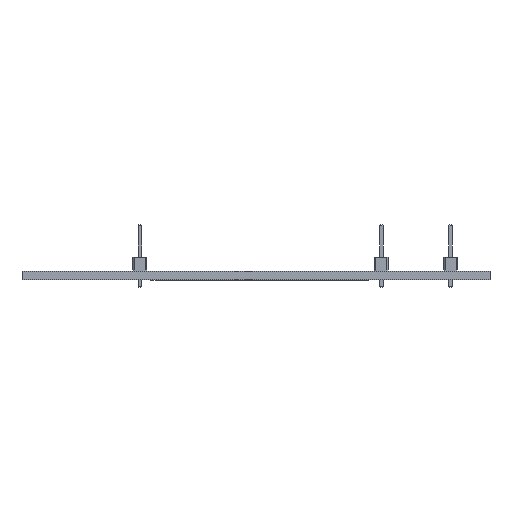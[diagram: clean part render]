
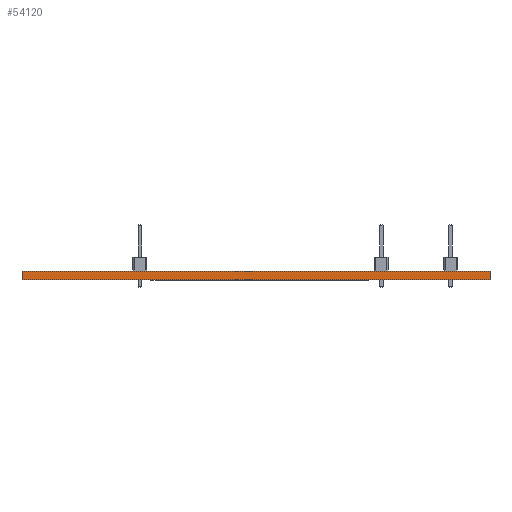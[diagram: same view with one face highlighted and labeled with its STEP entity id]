
A CAD part, front view. The second image highlights one B-rep face of the part: STEP entity #54120.
In plain terms, the highlighted planar face has unit normal (0, -1, 0).
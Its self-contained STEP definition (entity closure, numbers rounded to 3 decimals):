
#54120 = ADVANCED_FACE('',(#54121),#54155,.T.);
#54121 = FACE_BOUND('',#54122,.T.);
#54122 = EDGE_LOOP('',(#54123,#54133,#54141,#54149));
#54123 = ORIENTED_EDGE('',*,*,#54124,.T.);
#54124 = EDGE_CURVE('',#54125,#54127,#54129,.T.);
#54125 = VERTEX_POINT('',#54126);
#54126 = CARTESIAN_POINT('',(182.07,-136.3,0.));
#54127 = VERTEX_POINT('',#54128);
#54128 = CARTESIAN_POINT('',(182.07,-136.3,1.51));
#54129 = LINE('',#54130,#54131);
#54130 = CARTESIAN_POINT('',(182.07,-136.3,0.));
#54131 = VECTOR('',#54132,1.);
#54132 = DIRECTION('',(0.,0.,1.));
#54133 = ORIENTED_EDGE('',*,*,#54134,.T.);
#54134 = EDGE_CURVE('',#54127,#54135,#54137,.T.);
#54135 = VERTEX_POINT('',#54136);
#54136 = CARTESIAN_POINT('',(95.7,-136.3,1.51));
#54137 = LINE('',#54138,#54139);
#54138 = CARTESIAN_POINT('',(182.07,-136.3,1.51));
#54139 = VECTOR('',#54140,1.);
#54140 = DIRECTION('',(-1.,0.,0.));
#54141 = ORIENTED_EDGE('',*,*,#54142,.F.);
#54142 = EDGE_CURVE('',#54143,#54135,#54145,.T.);
#54143 = VERTEX_POINT('',#54144);
#54144 = CARTESIAN_POINT('',(95.7,-136.3,0.));
#54145 = LINE('',#54146,#54147);
#54146 = CARTESIAN_POINT('',(95.7,-136.3,0.));
#54147 = VECTOR('',#54148,1.);
#54148 = DIRECTION('',(0.,0.,1.));
#54149 = ORIENTED_EDGE('',*,*,#54150,.F.);
#54150 = EDGE_CURVE('',#54125,#54143,#54151,.T.);
#54151 = LINE('',#54152,#54153);
#54152 = CARTESIAN_POINT('',(182.07,-136.3,0.));
#54153 = VECTOR('',#54154,1.);
#54154 = DIRECTION('',(-1.,0.,0.));
#54155 = PLANE('',#54156);
#54156 = AXIS2_PLACEMENT_3D('',#54157,#54158,#54159);
#54157 = CARTESIAN_POINT('',(182.07,-136.3,0.));
#54158 = DIRECTION('',(0.,-1.,0.));
#54159 = DIRECTION('',(-1.,0.,0.));
